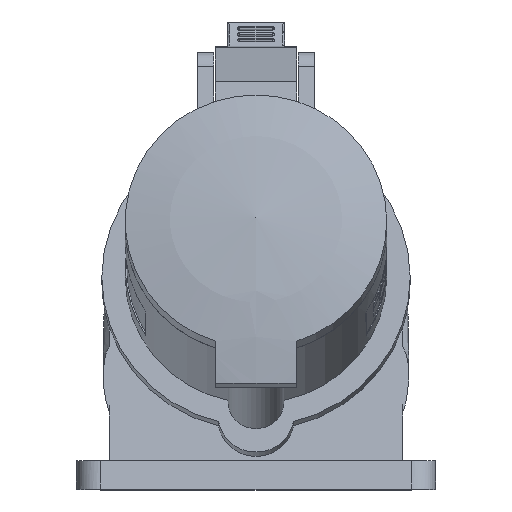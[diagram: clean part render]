
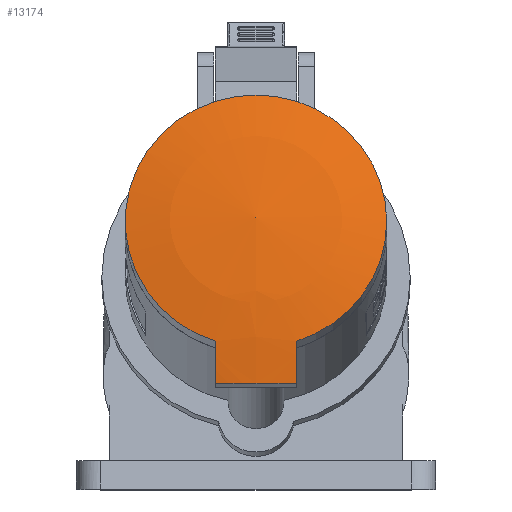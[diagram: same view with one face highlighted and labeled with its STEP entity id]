
A CAD part, top view. The second image highlights one B-rep face of the part: STEP entity #13174.
In plain terms, the highlighted spherical face has radius 150 mm.
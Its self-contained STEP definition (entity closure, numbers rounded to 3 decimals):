
#508 = VERTEX_POINT ( 'NONE', #7082 ) ;
#525 = CIRCLE ( 'NONE', #5087, 32.05 ) ;
#693 = DIRECTION ( 'NONE',  ( -1., 0., 0. ) ) ;
#1015 = AXIS2_PLACEMENT_3D ( 'NONE', #13535, #17972, #7695 ) ;
#1631 = CIRCLE ( 'NONE', #8651, 144.415 ) ;
#1671 = CIRCLE ( 'NONE', #17026, 32.05 ) ;
#1800 = DIRECTION ( 'NONE',  ( 0., 0.966, -0.259 ) ) ;
#2066 = VERTEX_POINT ( 'NONE', #10825 ) ;
#2084 = CARTESIAN_POINT ( 'NONE',  ( 27.776, -65.702, -41.467 ) ) ;
#2339 = DIRECTION ( 'NONE',  ( 0., -0.966, 0.259 ) ) ;
#3473 = ORIENTED_EDGE ( 'NONE', *, *, #7294, .F. ) ;
#3598 = DIRECTION ( 'NONE',  ( 0., -0.259, -0.966 ) ) ;
#3607 = ORIENTED_EDGE ( 'NONE', *, *, #17156, .T. ) ;
#3871 = CARTESIAN_POINT ( 'NONE',  ( 37.776, -26.534, -51.962 ) ) ;
#3940 = CARTESIAN_POINT ( 'NONE',  ( 59.826, 11.393, 89.58 ) ) ;
#3982 = EDGE_LOOP ( 'NONE', ( #8250, #3607, #12675, #12013, #12872, #3473, #24309 ) ) ;
#4376 = DIRECTION ( 'NONE',  ( 0., 0.259, 0.966 ) ) ;
#5087 = AXIS2_PLACEMENT_3D ( 'NONE', #5825, #21549, #23122 ) ;
#5195 = CARTESIAN_POINT ( 'NONE',  ( 27.776, 11.393, 89.58 ) ) ;
#5332 = VERTEX_POINT ( 'NONE', #21502 ) ;
#5826 = DIRECTION ( 'NONE',  ( 1., 0., 0. ) ) ;
#5825 = CARTESIAN_POINT ( 'NONE',  ( 27.776, 11.393, 89.58 ) ) ;
#6312 = CARTESIAN_POINT ( 'NONE',  ( 27.776, 11.393, 89.58 ) ) ;
#6832 = EDGE_CURVE ( 'NONE', #7267, #508, #7006, .T. ) ;
#7006 = CIRCLE ( 'NONE', #22360, 149.666 ) ;
#7082 = CARTESIAN_POINT ( 'NONE',  ( 17.776, -18.02, 97.461 ) ) ;
#7267 = VERTEX_POINT ( 'NONE', #13241 ) ;
#7294 = EDGE_CURVE ( 'NONE', #22092, #7267, #1631, .T. ) ;
#7695 = DIRECTION ( 'NONE',  ( 0., -0.966, 0.259 ) ) ;
#7822 = FACE_OUTER_BOUND ( 'NONE', #3982, .T. ) ;
#8250 = ORIENTED_EDGE ( 'NONE', *, *, #10297, .T. ) ;
#8651 = AXIS2_PLACEMENT_3D ( 'NONE', #2084, #2339, #13885 ) ;
#9012 = EDGE_CURVE ( 'NONE', #11798, #5332, #1671, .T. ) ;
#9423 = CARTESIAN_POINT ( 'NONE',  ( 27.776, 11.393, 89.58 ) ) ;
#10023 = CARTESIAN_POINT ( 'NONE',  ( 17.776, -26.534, -51.962 ) ) ;
#10297 = EDGE_CURVE ( 'NONE', #2066, #23672, #16200, .T. ) ;
#10547 = AXIS2_PLACEMENT_3D ( 'NONE', #3871, #5826, #1800 ) ;
#10825 = CARTESIAN_POINT ( 'NONE',  ( 37.776, -18.02, 97.461 ) ) ;
#11491 = DIRECTION ( 'NONE',  ( 0., 0.259, 0.966 ) ) ;
#11707 = SPHERICAL_SURFACE ( 'NONE', #1015, 150. ) ;
#11798 = VERTEX_POINT ( 'NONE', #15559 ) ;
#12013 = ORIENTED_EDGE ( 'NONE', *, *, #25436, .T. ) ;
#12675 = ORIENTED_EDGE ( 'NONE', *, *, #9012, .F. ) ;
#12872 = ORIENTED_EDGE ( 'NONE', *, *, #6832, .F. ) ;
#13174 = ADVANCED_FACE ( 'NONE', ( #7822 ), #11707, .T. ) ;
#13241 = CARTESIAN_POINT ( 'NONE',  ( 17.776, -28.414, 97.692 ) ) ;
#13535 = CARTESIAN_POINT ( 'NONE',  ( 27.776, -26.534, -51.962 ) ) ;
#13711 = EDGE_CURVE ( 'NONE', #2066, #22092, #21343, .T. ) ;
#13885 = DIRECTION ( 'NONE',  ( 1., 0., 0. ) ) ;
#14306 = DIRECTION ( 'NONE',  ( 0., -0.966, 0.259 ) ) ;
#14348 = CARTESIAN_POINT ( 'NONE',  ( 37.776, -28.414, 97.692 ) ) ;
#15559 = CARTESIAN_POINT ( 'NONE',  ( 17.776, 40.805, 81.699 ) ) ;
#16200 = CIRCLE ( 'NONE', #25347, 32.05 ) ;
#17026 = AXIS2_PLACEMENT_3D ( 'NONE', #9423, #3598, #17499 ) ;
#17156 = EDGE_CURVE ( 'NONE', #23672, #5332, #525, .T. ) ;
#17499 = DIRECTION ( 'NONE',  ( 1., 0., 0. ) ) ;
#17959 = AXIS2_PLACEMENT_3D ( 'NONE', #5195, #11491, #19457 ) ;
#17972 = DIRECTION ( 'NONE',  ( 0., -0.259, -0.966 ) ) ;
#19457 = DIRECTION ( 'NONE',  ( -1., 0., 0. ) ) ;
#20227 = DIRECTION ( 'NONE',  ( -1., 0., 0. ) ) ;
#20878 = CIRCLE ( 'NONE', #17959, 32.05 ) ;
#21343 = CIRCLE ( 'NONE', #10547, 149.666 ) ;
#21502 = CARTESIAN_POINT ( 'NONE',  ( 37.776, 40.805, 81.699 ) ) ;
#21549 = DIRECTION ( 'NONE',  ( 0., 0.259, 0.966 ) ) ;
#22092 = VERTEX_POINT ( 'NONE', #14348 ) ;
#22360 = AXIS2_PLACEMENT_3D ( 'NONE', #10023, #693, #14306 ) ;
#23122 = DIRECTION ( 'NONE',  ( -1., 0., 0. ) ) ;
#23672 = VERTEX_POINT ( 'NONE', #3940 ) ;
#24309 = ORIENTED_EDGE ( 'NONE', *, *, #13711, .F. ) ;
#25347 = AXIS2_PLACEMENT_3D ( 'NONE', #6312, #4376, #20227 ) ;
#25436 = EDGE_CURVE ( 'NONE', #11798, #508, #20878, .T. ) ;
